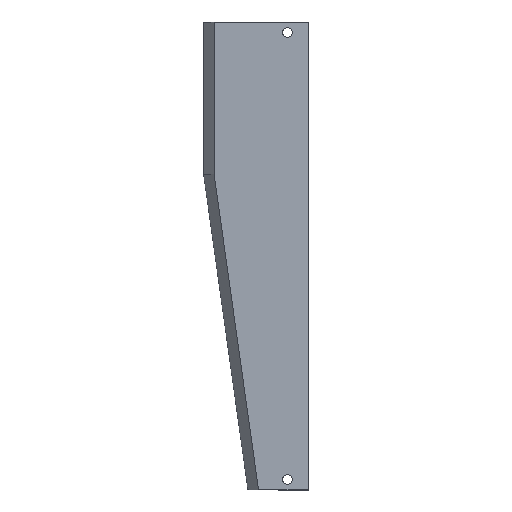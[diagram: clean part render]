
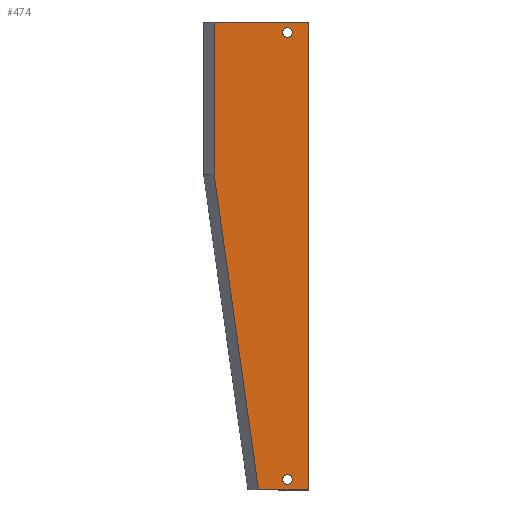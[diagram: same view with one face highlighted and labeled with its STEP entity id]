
A CAD part, top view. The second image highlights one B-rep face of the part: STEP entity #474.
In plain terms, the highlighted planar face has unit normal (0, 0, 1).
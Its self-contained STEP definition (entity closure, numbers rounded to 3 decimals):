
#9 = CARTESIAN_POINT ( 'NONE',  ( -20., -437., 0. ) ) ;
#13 = EDGE_LOOP ( 'NONE', ( #174, #377, #271, #232, #179 ) ) ;
#14 = ORIENTED_EDGE ( 'NONE', *, *, #441, .F. ) ;
#15 = CARTESIAN_POINT ( 'NONE',  ( 0., 0., 0. ) ) ;
#38 = EDGE_CURVE ( 'NONE', #188, #109, #264, .T. ) ;
#43 = EDGE_LOOP ( 'NONE', ( #14, #421 ) ) ;
#49 = CARTESIAN_POINT ( 'NONE',  ( 0., -447., 0. ) ) ;
#51 = DIRECTION ( 'NONE',  ( -1., 0., 0. ) ) ;
#70 = FACE_BOUND ( 'NONE', #43, .T. ) ;
#77 = VERTEX_POINT ( 'NONE', #399 ) ;
#94 = DIRECTION ( 'NONE',  ( 0., 1., 0. ) ) ;
#98 = VECTOR ( 'NONE', #561, 1000. ) ;
#102 = CARTESIAN_POINT ( 'NONE',  ( -20., -437., 0. ) ) ;
#105 = CARTESIAN_POINT ( 'NONE',  ( -47.599, -447., 0. ) ) ;
#106 = EDGE_CURVE ( 'NONE', #289, #77, #350, .T. ) ;
#109 = VERTEX_POINT ( 'NONE', #15 ) ;
#125 = CARTESIAN_POINT ( 'NONE',  ( 0., -447., 0. ) ) ;
#137 = CIRCLE ( 'NONE', #330, 4.5 ) ;
#144 = CIRCLE ( 'NONE', #577, 4.5 ) ;
#146 = VECTOR ( 'NONE', #94, 1000. ) ;
#154 = DIRECTION ( 'NONE',  ( 1., 0., 0. ) ) ;
#161 = CARTESIAN_POINT ( 'NONE',  ( -90., -145.301, 0. ) ) ;
#171 = CIRCLE ( 'NONE', #385, 4.5 ) ;
#174 = ORIENTED_EDGE ( 'NONE', *, *, #38, .T. ) ;
#179 = ORIENTED_EDGE ( 'NONE', *, *, #183, .T. ) ;
#183 = EDGE_CURVE ( 'NONE', #508, #188, #334, .T. ) ;
#186 = FACE_BOUND ( 'NONE', #265, .T. ) ;
#188 = VERTEX_POINT ( 'NONE', #125 ) ;
#190 = DIRECTION ( 'NONE',  ( 0., 0., -1. ) ) ;
#191 = DIRECTION ( 'NONE',  ( 1., 0., 0. ) ) ;
#193 = DIRECTION ( 'NONE',  ( 0., 0., 1. ) ) ;
#201 = EDGE_CURVE ( 'NONE', #517, #288, #458, .T. ) ;
#204 = VECTOR ( 'NONE', #610, 1000. ) ;
#222 = VERTEX_POINT ( 'NONE', #466 ) ;
#232 = ORIENTED_EDGE ( 'NONE', *, *, #346, .F. ) ;
#233 = CARTESIAN_POINT ( 'NONE',  ( -90., 0., 0. ) ) ;
#252 = DIRECTION ( 'NONE',  ( 0., 0., 1. ) ) ;
#256 = CARTESIAN_POINT ( 'NONE',  ( -20., -10., 0. ) ) ;
#264 = LINE ( 'NONE', #49, #146 ) ;
#265 = EDGE_LOOP ( 'NONE', ( #295, #549 ) ) ;
#271 = ORIENTED_EDGE ( 'NONE', *, *, #201, .F. ) ;
#288 = VERTEX_POINT ( 'NONE', #233 ) ;
#289 = VERTEX_POINT ( 'NONE', #329 ) ;
#290 = CARTESIAN_POINT ( 'NONE',  ( 0., 0., 0. ) ) ;
#295 = ORIENTED_EDGE ( 'NONE', *, *, #592, .F. ) ;
#318 = FACE_OUTER_BOUND ( 'NONE', #13, .T. ) ;
#325 = CARTESIAN_POINT ( 'NONE',  ( -15.5, -10., 0. ) ) ;
#326 = LINE ( 'NONE', #491, #388 ) ;
#329 = CARTESIAN_POINT ( 'NONE',  ( -24.5, -437., 0. ) ) ;
#330 = AXIS2_PLACEMENT_3D ( 'NONE', #354, #355, #154 ) ;
#334 = LINE ( 'NONE', #518, #98 ) ;
#346 = EDGE_CURVE ( 'NONE', #508, #517, #374, .T. ) ;
#350 = CIRCLE ( 'NONE', #379, 4.5 ) ;
#354 = CARTESIAN_POINT ( 'NONE',  ( -20., -10., 0. ) ) ;
#355 = DIRECTION ( 'NONE',  ( 0., 0., 1. ) ) ;
#368 = CARTESIAN_POINT ( 'NONE',  ( -90., 0., 0. ) ) ;
#374 = LINE ( 'NONE', #434, #204 ) ;
#375 = VERTEX_POINT ( 'NONE', #325 ) ;
#377 = ORIENTED_EDGE ( 'NONE', *, *, #435, .T. ) ;
#379 = AXIS2_PLACEMENT_3D ( 'NONE', #9, #582, #500 ) ;
#385 = AXIS2_PLACEMENT_3D ( 'NONE', #102, #193, #191 ) ;
#388 = VECTOR ( 'NONE', #51, 1000. ) ;
#399 = CARTESIAN_POINT ( 'NONE',  ( -15.5, -437., 0. ) ) ;
#421 = ORIENTED_EDGE ( 'NONE', *, *, #106, .F. ) ;
#434 = CARTESIAN_POINT ( 'NONE',  ( -108.282, -15.218, 0. ) ) ;
#435 = EDGE_CURVE ( 'NONE', #109, #288, #326, .T. ) ;
#441 = EDGE_CURVE ( 'NONE', #77, #289, #171, .T. ) ;
#458 = LINE ( 'NONE', #368, #574 ) ;
#466 = CARTESIAN_POINT ( 'NONE',  ( -24.5, -10., 0. ) ) ;
#474 = ADVANCED_FACE ( 'NONE', ( #318, #186, #70 ), #539, .F. ) ;
#491 = CARTESIAN_POINT ( 'NONE',  ( 0., 0., 0. ) ) ;
#500 = DIRECTION ( 'NONE',  ( 1., 0., 0. ) ) ;
#508 = VERTEX_POINT ( 'NONE', #105 ) ;
#517 = VERTEX_POINT ( 'NONE', #161 ) ;
#518 = CARTESIAN_POINT ( 'NONE',  ( -57.697, -447., 0. ) ) ;
#519 = DIRECTION ( 'NONE',  ( 0., 1., 0. ) ) ;
#535 = DIRECTION ( 'NONE',  ( 1., 0., 0. ) ) ;
#537 = EDGE_CURVE ( 'NONE', #222, #375, #144, .T. ) ;
#539 = PLANE ( 'NONE',  #607 ) ;
#549 = ORIENTED_EDGE ( 'NONE', *, *, #537, .F. ) ;
#561 = DIRECTION ( 'NONE',  ( 1., 0., 0. ) ) ;
#574 = VECTOR ( 'NONE', #519, 1000. ) ;
#577 = AXIS2_PLACEMENT_3D ( 'NONE', #256, #252, #588 ) ;
#582 = DIRECTION ( 'NONE',  ( 0., 0., 1. ) ) ;
#588 = DIRECTION ( 'NONE',  ( 1., 0., 0. ) ) ;
#592 = EDGE_CURVE ( 'NONE', #375, #222, #137, .T. ) ;
#607 = AXIS2_PLACEMENT_3D ( 'NONE', #290, #190, #535 ) ;
#610 = DIRECTION ( 'NONE',  ( -0.139, 0.99, 0. ) ) ;
